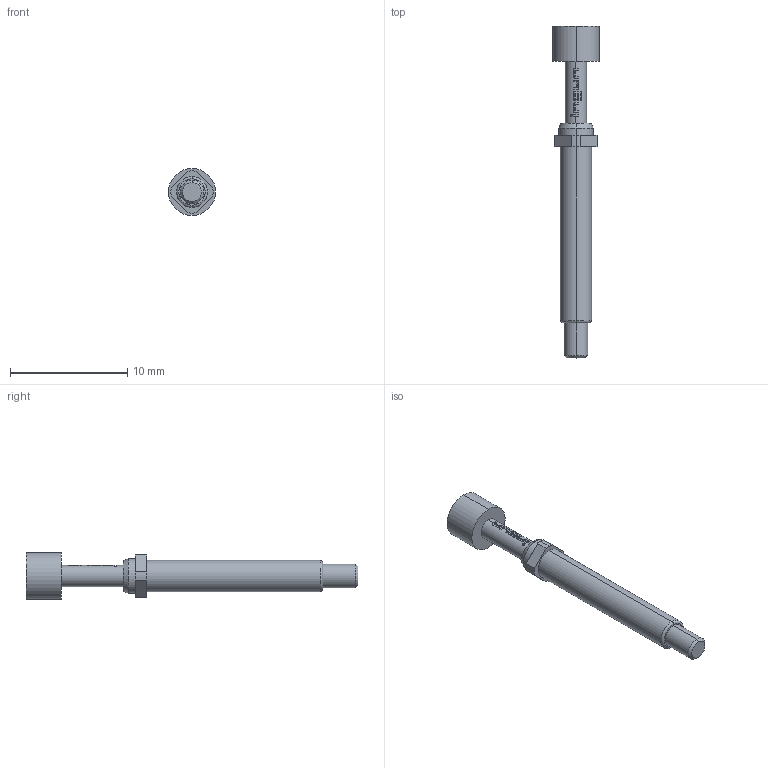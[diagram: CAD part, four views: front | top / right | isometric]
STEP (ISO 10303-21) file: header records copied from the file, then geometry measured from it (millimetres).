
FILE_DESCRIPTION (( 'STEP AP203' ), '1' );
FILE_NAME ('INGUN_GKS-113_303_400_R_xx02_M.STEP', '2020-07-22T08:52:52', ( '' ), ( '' ), 'SwSTEP 2.0', 'SolidWorks 2018', '' );
FILE_SCHEMA (( 'CONFIG_CONTROL_DESIGN' ));
Length unit declared in the file: millimetre
Products named in the file (1): INGUN_GKS-113_303_400_R_xx02_M
Bounding box: 4 x 28.3 x 4 mm (x, y, z)
Volume: 150 mm3; surface area: 271.1 mm2
Topology: 1 solids, 1 shells, 114 faces, 313 edges, 205 vertices
Faces by surface type: plane 38, bspline 34, cylinder 34, cone 6, torus 2
Entity records: 4684 total; most frequent: CARTESIAN_POINT 2227, ORIENTED_EDGE 622, EDGE_CURVE 311, DIRECTION 289, B_SPLINE_CURVE_WITH_KNOTS 222, VERTEX_POINT 205, EDGE_LOOP 120, AXIS2_PLACEMENT_3D 119
